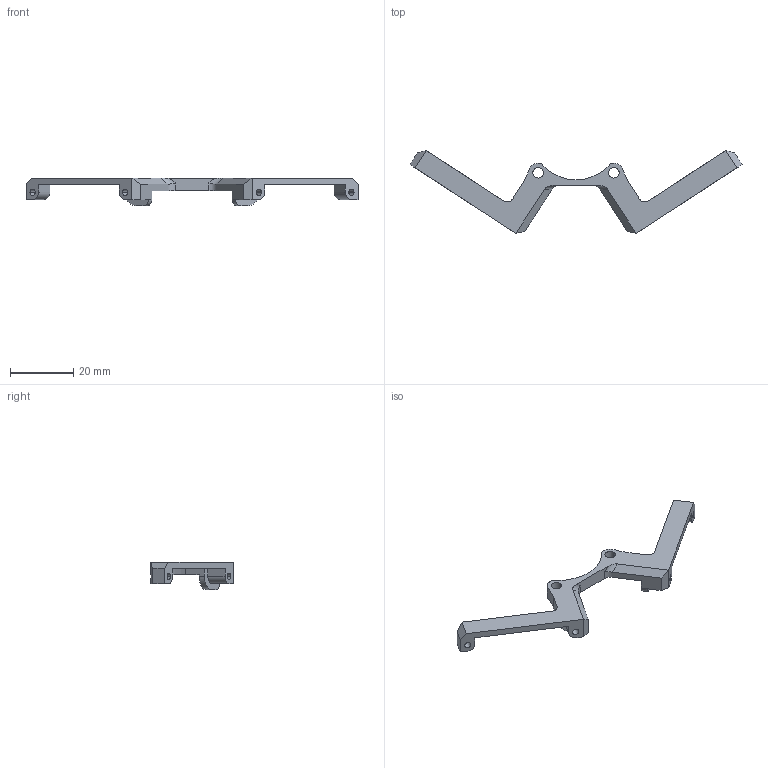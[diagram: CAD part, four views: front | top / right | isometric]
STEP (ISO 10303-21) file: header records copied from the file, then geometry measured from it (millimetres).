
FILE_DESCRIPTION (( 'STEP AP214' ), '1' );
FILE_NAME ('frontTurbineMount G2 GBotTinyMII.STEP', '2023-03-27T19:38:23', ( '' ), ( '' ), 'SwSTEP 2.0', 'SolidWorks 2018', '' );
FILE_SCHEMA (( 'AUTOMOTIVE_DESIGN' ));
Length unit declared in the file: millimetre
Products named in the file (1): frontTurbineMount G2 GBotTinyMII
Bounding box: 105.18 x 26.15 x 8.8 mm (x, y, z)
Volume: 2891.7 mm3; surface area: 3076.8 mm2
Topology: 1 solids, 1 shells, 76 faces, 216 edges, 142 vertices
Faces by surface type: plane 41, cylinder 35
Entity records: 2542 total; most frequent: CARTESIAN_POINT 479, ORIENTED_EDGE 432, DIRECTION 424, EDGE_CURVE 216, LINE 142, VERTEX_POINT 142, VECTOR 142, AXIS2_PLACEMENT_3D 141
